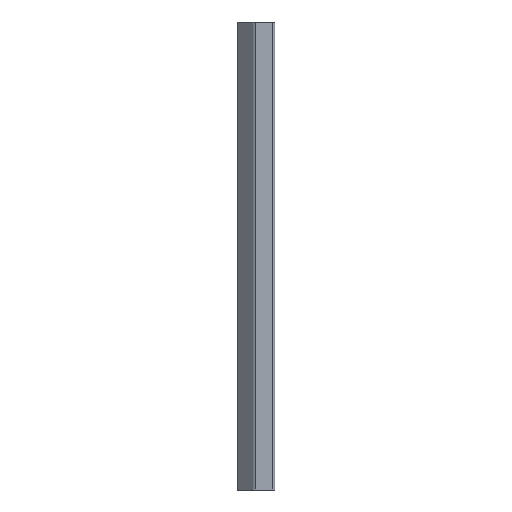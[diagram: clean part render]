
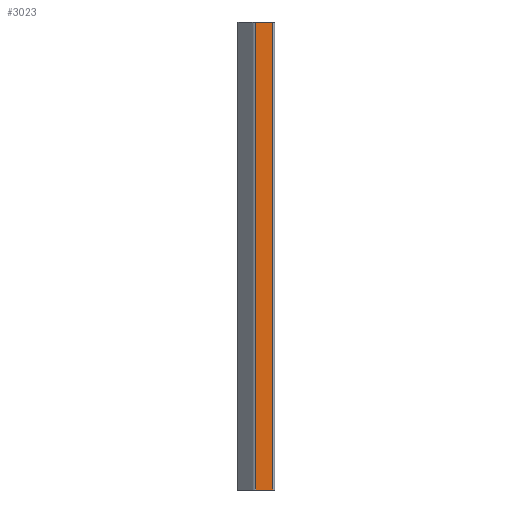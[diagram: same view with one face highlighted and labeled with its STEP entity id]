
A CAD part, left-side view. The second image highlights one B-rep face of the part: STEP entity #3023.
In plain terms, the highlighted planar face has unit normal (-1, 0, 0).
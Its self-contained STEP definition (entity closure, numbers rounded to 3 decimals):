
#692 = VERTEX_POINT ( 'NONE', #2233 ) ;
#695 = VERTEX_POINT ( 'NONE', #2279 ) ;
#741 = EDGE_CURVE ( 'NONE', #692, #695, #2366, .T. ) ;
#2233 = CARTESIAN_POINT ( 'NONE',  ( 1244.803, 938.088, 0. ) ) ;
#2279 = CARTESIAN_POINT ( 'NONE',  ( 1244.803, 938.088, 500. ) ) ;
#2364 = DIRECTION ( 'NONE',  ( 0., 0., 1. ) ) ;
#2365 = VECTOR ( 'NONE', #2364, 1000. ) ;
#2366 = LINE ( 'NONE', #2373, #2365 ) ;
#2373 = CARTESIAN_POINT ( 'NONE',  ( 1244.803, 938.088, 0. ) ) ;
#2730 = CARTESIAN_POINT ( 'NONE',  ( 1244.803, 956.432, 0. ) ) ;
#2745 = CARTESIAN_POINT ( 'NONE',  ( 1244.803, 956.432, 0. ) ) ;
#2756 = AXIS2_PLACEMENT_3D ( 'NONE', #2808, #2766, #2798 ) ;
#2757 = PLANE ( 'NONE',  #2756 ) ;
#2762 = CARTESIAN_POINT ( 'NONE',  ( 1244.803, 956.432, 500. ) ) ;
#2766 = DIRECTION ( 'NONE',  ( -1., 0., 0. ) ) ;
#2767 = DIRECTION ( 'NONE',  ( 0., 0., 1. ) ) ;
#2768 = VECTOR ( 'NONE', #2767, 1000. ) ;
#2769 = LINE ( 'NONE', #2745, #2768 ) ;
#2771 = DIRECTION ( 'NONE',  ( 0., -1., 0. ) ) ;
#2772 = VECTOR ( 'NONE', #2771, 1000. ) ;
#2773 = CARTESIAN_POINT ( 'NONE',  ( 1244.803, 953.337, 500. ) ) ;
#2774 = LINE ( 'NONE', #2773, #2772 ) ;
#2794 = DIRECTION ( 'NONE',  ( 0., -1., 0. ) ) ;
#2795 = VECTOR ( 'NONE', #2794, 1000. ) ;
#2796 = LINE ( 'NONE', #2807, #2795 ) ;
#2798 = DIRECTION ( 'NONE',  ( 0., -1., 0. ) ) ;
#2801 = FACE_OUTER_BOUND ( 'NONE', #3015, .T. ) ;
#2807 = CARTESIAN_POINT ( 'NONE',  ( 1244.803, 953.337, 0. ) ) ;
#2808 = CARTESIAN_POINT ( 'NONE',  ( 1244.803, 938.088, 0. ) ) ;
#2993 = VERTEX_POINT ( 'NONE', #2730 ) ;
#2995 = ORIENTED_EDGE ( 'NONE', *, *, #3009, .F. ) ;
#2999 = ORIENTED_EDGE ( 'NONE', *, *, #3024, .T. ) ;
#3003 = ORIENTED_EDGE ( 'NONE', *, *, #741, .T. ) ;
#3007 = ORIENTED_EDGE ( 'NONE', *, *, #3008, .F. ) ;
#3008 = EDGE_CURVE ( 'NONE', #3014, #695, #2774, .T. ) ;
#3009 = EDGE_CURVE ( 'NONE', #2993, #3014, #2769, .T. ) ;
#3014 = VERTEX_POINT ( 'NONE', #2762 ) ;
#3015 = EDGE_LOOP ( 'NONE', ( #2999, #3003, #3007, #2995 ) ) ;
#3023 = ADVANCED_FACE ( 'NONE', ( #2801 ), #2757, .T. ) ;
#3024 = EDGE_CURVE ( 'NONE', #2993, #692, #2796, .T. ) ;
